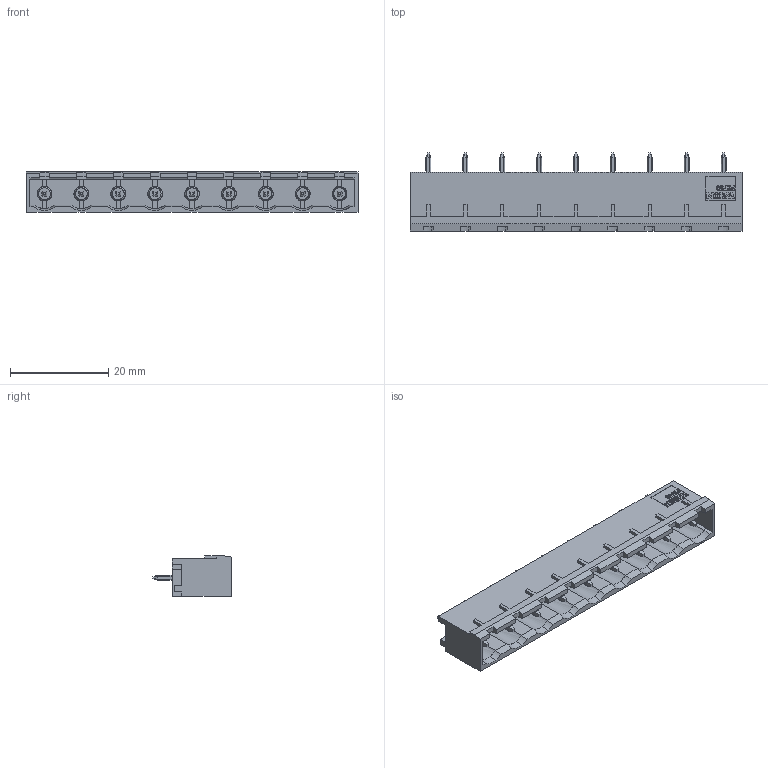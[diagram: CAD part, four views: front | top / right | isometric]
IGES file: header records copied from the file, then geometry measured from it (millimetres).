
Start section: ZWSOFT
Global section: file name: PM750-1S09ASM1.igs; native system: ZW3D; preprocessor: 1.0; author: ZW3D; organization: ZWSOFT; date: 231128.173507; units: millimetre
Bounding box: 67.5 x 15.9 x 8.3 mm (x, y, z)
Surface area: 5144 mm2 (no closed solid volume)
Topology: 0 solids, 0 shells, 927 faces, 5197 edges, 5152 vertices
Faces by surface type: bspline 927
